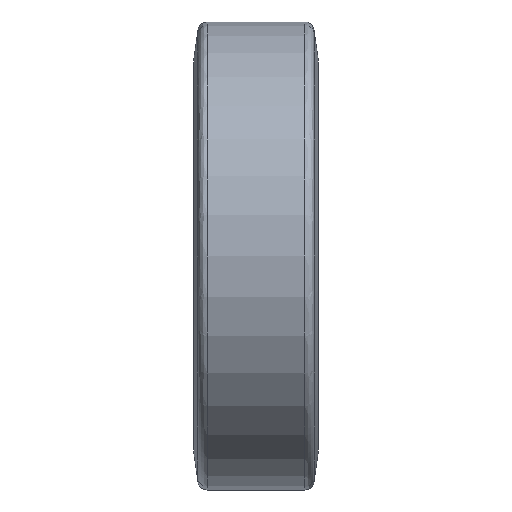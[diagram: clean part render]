
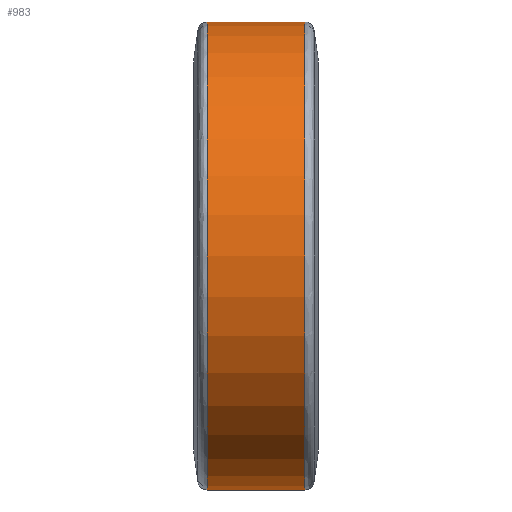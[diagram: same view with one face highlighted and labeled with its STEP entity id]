
A CAD part, front view. The second image highlights one B-rep face of the part: STEP entity #983.
In plain terms, the highlighted cylindrical face has radius 75 mm (diameter 150 mm), a partial arc.
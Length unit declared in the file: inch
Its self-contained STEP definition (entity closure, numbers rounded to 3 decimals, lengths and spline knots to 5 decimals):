
#6 = VERTEX_POINT ( 'NONE', #659 ) ;
#42 = CIRCLE ( 'NONE', #628, 2.95276 ) ;
#73 = CARTESIAN_POINT ( 'NONE',  ( -0.61557, 0., -2.95276 ) ) ;
#105 = DIRECTION ( 'NONE',  ( 1., 0., 0. ) ) ;
#114 = CARTESIAN_POINT ( 'NONE',  ( 0., 0., 0. ) ) ;
#194 = VERTEX_POINT ( 'NONE', #774 ) ;
#209 = CYLINDRICAL_SURFACE ( 'NONE', #1013, 2.95276 ) ;
#298 = EDGE_CURVE ( 'NONE', #194, #300, #42, .T. ) ;
#300 = VERTEX_POINT ( 'NONE', #73 ) ;
#316 = LINE ( 'NONE', #340, #610 ) ;
#328 = DIRECTION ( 'NONE',  ( 1., 0., 0. ) ) ;
#340 = CARTESIAN_POINT ( 'NONE',  ( 0., 0., 2.95276 ) ) ;
#363 = ORIENTED_EDGE ( 'NONE', *, *, #944, .T. ) ;
#417 = CARTESIAN_POINT ( 'NONE',  ( -0.61557, 0., 0. ) ) ;
#428 = DIRECTION ( 'NONE',  ( 1., 0., 0. ) ) ;
#452 = EDGE_LOOP ( 'NONE', ( #1181, #455, #363, #1006 ) ) ;
#455 = ORIENTED_EDGE ( 'NONE', *, *, #298, .T. ) ;
#517 = DIRECTION ( 'NONE',  ( -1., 0., 0. ) ) ;
#554 = VERTEX_POINT ( 'NONE', #732 ) ;
#591 = DIRECTION ( 'NONE',  ( 1., 0., 0. ) ) ;
#610 = VECTOR ( 'NONE', #591, 39.37008 ) ;
#628 = AXIS2_PLACEMENT_3D ( 'NONE', #417, #428, #885 ) ;
#650 = DIRECTION ( 'NONE',  ( 0., 0., -1. ) ) ;
#659 = CARTESIAN_POINT ( 'NONE',  ( 0.61557, 0., -2.95276 ) ) ;
#671 = DIRECTION ( 'NONE',  ( 0., 0., -1. ) ) ;
#682 = AXIS2_PLACEMENT_3D ( 'NONE', #1065, #517, #671 ) ;
#692 = LINE ( 'NONE', #957, #807 ) ;
#732 = CARTESIAN_POINT ( 'NONE',  ( 0.61557, 0., 2.95276 ) ) ;
#774 = CARTESIAN_POINT ( 'NONE',  ( -0.61557, 0., 2.95276 ) ) ;
#807 = VECTOR ( 'NONE', #328, 39.37008 ) ;
#810 = EDGE_CURVE ( 'NONE', #6, #554, #895, .T. ) ;
#885 = DIRECTION ( 'NONE',  ( 0., 0., -1. ) ) ;
#895 = CIRCLE ( 'NONE', #682, 2.95276 ) ;
#924 = EDGE_CURVE ( 'NONE', #194, #554, #316, .T. ) ;
#944 = EDGE_CURVE ( 'NONE', #300, #6, #692, .T. ) ;
#957 = CARTESIAN_POINT ( 'NONE',  ( 0., 0., -2.95276 ) ) ;
#983 = ADVANCED_FACE ( 'NONE', ( #1037 ), #209, .T. ) ;
#1006 = ORIENTED_EDGE ( 'NONE', *, *, #810, .T. ) ;
#1013 = AXIS2_PLACEMENT_3D ( 'NONE', #114, #105, #650 ) ;
#1037 = FACE_OUTER_BOUND ( 'NONE', #452, .T. ) ;
#1065 = CARTESIAN_POINT ( 'NONE',  ( 0.61557, 0., 0. ) ) ;
#1181 = ORIENTED_EDGE ( 'NONE', *, *, #924, .F. ) ;
